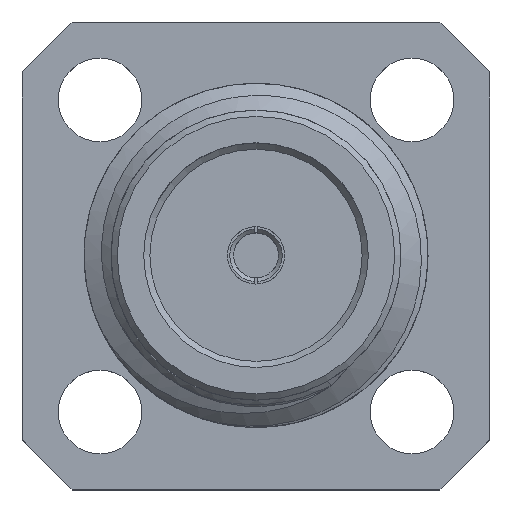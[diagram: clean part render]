
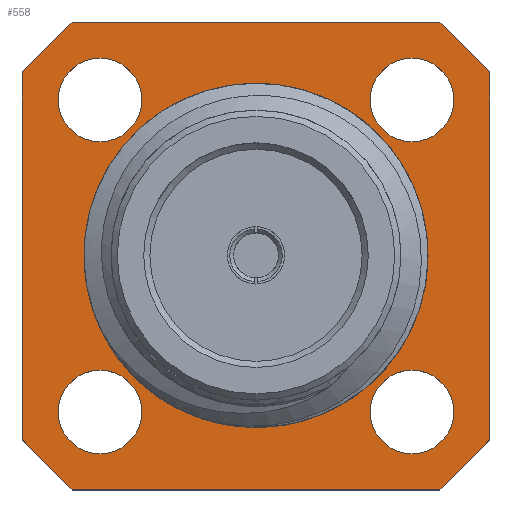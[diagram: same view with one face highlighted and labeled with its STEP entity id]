
A CAD part, top view. The second image highlights one B-rep face of the part: STEP entity #558.
In plain terms, the highlighted planar face has unit normal (0, 0, 1).
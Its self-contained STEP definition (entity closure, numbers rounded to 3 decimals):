
#25 = EDGE_CURVE ( 'NONE', #1251, #2791, #3148, .T. ) ;
#28 = FACE_BOUND ( 'NONE', #2622, .T. ) ;
#32 = AXIS2_PLACEMENT_3D ( 'NONE', #2598, #1058, #820 ) ;
#54 = EDGE_CURVE ( 'NONE', #1765, #1765, #1053, .T. ) ;
#84 = EDGE_CURVE ( 'NONE', #2791, #1241, #2876, .T. ) ;
#90 = VECTOR ( 'NONE', #1887, 1000. ) ;
#159 = VECTOR ( 'NONE', #2736, 1000. ) ;
#213 = VERTEX_POINT ( 'NONE', #722 ) ;
#225 = DIRECTION ( 'NONE',  ( 0., 0., 1. ) ) ;
#234 = ORIENTED_EDGE ( 'NONE', *, *, #2182, .T. ) ;
#261 = FACE_BOUND ( 'NONE', #3052, .T. ) ;
#262 = VECTOR ( 'NONE', #1368, 1000. ) ;
#300 = VECTOR ( 'NONE', #1955, 1000. ) ;
#308 = CARTESIAN_POINT ( 'NONE',  ( -2.675, 0., 0. ) ) ;
#353 = DIRECTION ( 'NONE',  ( -0.707, -0.707, 0. ) ) ;
#356 = AXIS2_PLACEMENT_3D ( 'NONE', #1326, #1586, #2613 ) ;
#386 = DIRECTION ( 'NONE',  ( 0., 0., 1. ) ) ;
#444 = LINE ( 'NONE', #1441, #300 ) ;
#512 = CARTESIAN_POINT ( 'NONE',  ( 4.025, -3.175, 0. ) ) ;
#517 = DIRECTION ( 'NONE',  ( -1., 0., 0. ) ) ;
#537 = EDGE_LOOP ( 'NONE', ( #2310 ) ) ;
#551 = FACE_BOUND ( 'NONE', #537, .T. ) ;
#557 = CARTESIAN_POINT ( 'NONE',  ( -3.175, -3.175, 0. ) ) ;
#558 = ADVANCED_FACE ( 'NONE', ( #261, #2288, #28, #2270, #551, #1017 ), #760, .F. ) ;
#666 = LINE ( 'NONE', #1669, #2759 ) ;
#670 = AXIS2_PLACEMENT_3D ( 'NONE', #557, #2350, #1316 ) ;
#686 = DIRECTION ( 'NONE',  ( -1., 0., 0. ) ) ;
#708 = VECTOR ( 'NONE', #2734, 1000. ) ;
#722 = CARTESIAN_POINT ( 'NONE',  ( -4.76, -3.744, 0. ) ) ;
#738 = EDGE_CURVE ( 'NONE', #1306, #1306, #761, .T. ) ;
#760 = PLANE ( 'NONE',  #2771 ) ;
#761 = CIRCLE ( 'NONE', #356, 2.675 ) ;
#809 = CARTESIAN_POINT ( 'NONE',  ( -2.325, -3.175, 0. ) ) ;
#820 = DIRECTION ( 'NONE',  ( 1., 0., 0. ) ) ;
#840 = ORIENTED_EDGE ( 'NONE', *, *, #1960, .F. ) ;
#872 = CARTESIAN_POINT ( 'NONE',  ( 3.744, -4.76, 0. ) ) ;
#1016 = EDGE_CURVE ( 'NONE', #1495, #1495, #1614, .T. ) ;
#1017 = FACE_OUTER_BOUND ( 'NONE', #3033, .T. ) ;
#1035 = DIRECTION ( 'NONE',  ( 0., 0., -1. ) ) ;
#1047 = CARTESIAN_POINT ( 'NONE',  ( 4.025, 3.175, 0. ) ) ;
#1053 = CIRCLE ( 'NONE', #1564, 0.85 ) ;
#1058 = DIRECTION ( 'NONE',  ( 0., 0., 1. ) ) ;
#1063 = VERTEX_POINT ( 'NONE', #3005 ) ;
#1150 = CARTESIAN_POINT ( 'NONE',  ( 4.76, -3.744, 0. ) ) ;
#1195 = ORIENTED_EDGE ( 'NONE', *, *, #2726, .T. ) ;
#1241 = VERTEX_POINT ( 'NONE', #1734 ) ;
#1251 = VERTEX_POINT ( 'NONE', #3036 ) ;
#1305 = ORIENTED_EDGE ( 'NONE', *, *, #2238, .T. ) ;
#1306 = VERTEX_POINT ( 'NONE', #308 ) ;
#1316 = DIRECTION ( 'NONE',  ( 1., 0., 0. ) ) ;
#1326 = CARTESIAN_POINT ( 'NONE',  ( 0., 0., 0. ) ) ;
#1334 = ORIENTED_EDGE ( 'NONE', *, *, #1972, .T. ) ;
#1368 = DIRECTION ( 'NONE',  ( 0.707, 0.707, 0. ) ) ;
#1385 = CARTESIAN_POINT ( 'NONE',  ( 4.76, -4.76, 0. ) ) ;
#1408 = VERTEX_POINT ( 'NONE', #3141 ) ;
#1441 = CARTESIAN_POINT ( 'NONE',  ( -4.76, -4.76, 0. ) ) ;
#1460 = ORIENTED_EDGE ( 'NONE', *, *, #1980, .T. ) ;
#1495 = VERTEX_POINT ( 'NONE', #1047 ) ;
#1505 = LINE ( 'NONE', #2529, #2688 ) ;
#1564 = AXIS2_PLACEMENT_3D ( 'NONE', #2653, #386, #2934 ) ;
#1586 = DIRECTION ( 'NONE',  ( 0., 0., 1. ) ) ;
#1589 = VERTEX_POINT ( 'NONE', #1709 ) ;
#1614 = CIRCLE ( 'NONE', #2034, 0.85 ) ;
#1669 = CARTESIAN_POINT ( 'NONE',  ( -4.76, -4.76, 0. ) ) ;
#1709 = CARTESIAN_POINT ( 'NONE',  ( -4.76, 3.744, 0. ) ) ;
#1711 = VECTOR ( 'NONE', #686, 1000. ) ;
#1734 = CARTESIAN_POINT ( 'NONE',  ( 4.76, 3.744, 0. ) ) ;
#1765 = VERTEX_POINT ( 'NONE', #2571 ) ;
#1844 = EDGE_LOOP ( 'NONE', ( #2006 ) ) ;
#1847 = ORIENTED_EDGE ( 'NONE', *, *, #738, .F. ) ;
#1865 = LINE ( 'NONE', #2921, #90 ) ;
#1866 = VERTEX_POINT ( 'NONE', #2547 ) ;
#1878 = EDGE_CURVE ( 'NONE', #3034, #3034, #2086, .T. ) ;
#1887 = DIRECTION ( 'NONE',  ( 0.707, -0.707, 0. ) ) ;
#1933 = CIRCLE ( 'NONE', #32, 0.85 ) ;
#1955 = DIRECTION ( 'NONE',  ( 0., -1., 0. ) ) ;
#1960 = EDGE_CURVE ( 'NONE', #2818, #2818, #1933, .T. ) ;
#1972 = EDGE_CURVE ( 'NONE', #1866, #1589, #1505, .T. ) ;
#1980 = EDGE_CURVE ( 'NONE', #213, #1408, #1865, .T. ) ;
#2006 = ORIENTED_EDGE ( 'NONE', *, *, #1016, .F. ) ;
#2034 = AXIS2_PLACEMENT_3D ( 'NONE', #2191, #225, #2474 ) ;
#2086 = CIRCLE ( 'NONE', #670, 0.85 ) ;
#2173 = ORIENTED_EDGE ( 'NONE', *, *, #25, .T. ) ;
#2182 = EDGE_CURVE ( 'NONE', #1063, #1866, #2223, .T. ) ;
#2191 = CARTESIAN_POINT ( 'NONE',  ( 3.175, 3.175, 0. ) ) ;
#2194 = EDGE_CURVE ( 'NONE', #1589, #213, #444, .T. ) ;
#2223 = LINE ( 'NONE', #3240, #1711 ) ;
#2238 = EDGE_CURVE ( 'NONE', #1241, #1063, #2969, .T. ) ;
#2250 = ORIENTED_EDGE ( 'NONE', *, *, #2194, .T. ) ;
#2270 = FACE_BOUND ( 'NONE', #1844, .T. ) ;
#2288 = FACE_BOUND ( 'NONE', #2346, .T. ) ;
#2310 = ORIENTED_EDGE ( 'NONE', *, *, #54, .F. ) ;
#2346 = EDGE_LOOP ( 'NONE', ( #2566 ) ) ;
#2350 = DIRECTION ( 'NONE',  ( 0., 0., 1. ) ) ;
#2472 = CARTESIAN_POINT ( 'NONE',  ( 4.76, 3.744, 0. ) ) ;
#2474 = DIRECTION ( 'NONE',  ( 1., 0., 0. ) ) ;
#2529 = CARTESIAN_POINT ( 'NONE',  ( -3.744, 4.76, 0. ) ) ;
#2547 = CARTESIAN_POINT ( 'NONE',  ( -3.744, 4.76, 0. ) ) ;
#2566 = ORIENTED_EDGE ( 'NONE', *, *, #1878, .F. ) ;
#2571 = CARTESIAN_POINT ( 'NONE',  ( -2.325, 3.175, 0. ) ) ;
#2598 = CARTESIAN_POINT ( 'NONE',  ( 3.175, -3.175, 0. ) ) ;
#2613 = DIRECTION ( 'NONE',  ( -1., 0., 0. ) ) ;
#2622 = EDGE_LOOP ( 'NONE', ( #840 ) ) ;
#2653 = CARTESIAN_POINT ( 'NONE',  ( -3.175, 3.175, 0. ) ) ;
#2688 = VECTOR ( 'NONE', #353, 1000. ) ;
#2726 = EDGE_CURVE ( 'NONE', #1408, #1251, #666, .T. ) ;
#2734 = DIRECTION ( 'NONE',  ( -0.707, 0.707, 0. ) ) ;
#2736 = DIRECTION ( 'NONE',  ( 0., 1., 0. ) ) ;
#2759 = VECTOR ( 'NONE', #2924, 1000. ) ;
#2771 = AXIS2_PLACEMENT_3D ( 'NONE', #2789, #1035, #517 ) ;
#2789 = CARTESIAN_POINT ( 'NONE',  ( 0., 0., 0. ) ) ;
#2791 = VERTEX_POINT ( 'NONE', #1150 ) ;
#2818 = VERTEX_POINT ( 'NONE', #512 ) ;
#2876 = LINE ( 'NONE', #1385, #159 ) ;
#2921 = CARTESIAN_POINT ( 'NONE',  ( -4.76, -3.744, 0. ) ) ;
#2924 = DIRECTION ( 'NONE',  ( 1., 0., 0. ) ) ;
#2934 = DIRECTION ( 'NONE',  ( 1., 0., 0. ) ) ;
#2969 = LINE ( 'NONE', #2472, #708 ) ;
#3005 = CARTESIAN_POINT ( 'NONE',  ( 3.744, 4.76, 0. ) ) ;
#3031 = ORIENTED_EDGE ( 'NONE', *, *, #84, .T. ) ;
#3033 = EDGE_LOOP ( 'NONE', ( #234, #1334, #2250, #1460, #1195, #2173, #3031, #1305 ) ) ;
#3034 = VERTEX_POINT ( 'NONE', #809 ) ;
#3036 = CARTESIAN_POINT ( 'NONE',  ( 3.744, -4.76, 0. ) ) ;
#3052 = EDGE_LOOP ( 'NONE', ( #1847 ) ) ;
#3141 = CARTESIAN_POINT ( 'NONE',  ( -3.744, -4.76, 0. ) ) ;
#3148 = LINE ( 'NONE', #872, #262 ) ;
#3240 = CARTESIAN_POINT ( 'NONE',  ( -4.76, 4.76, 0. ) ) ;
